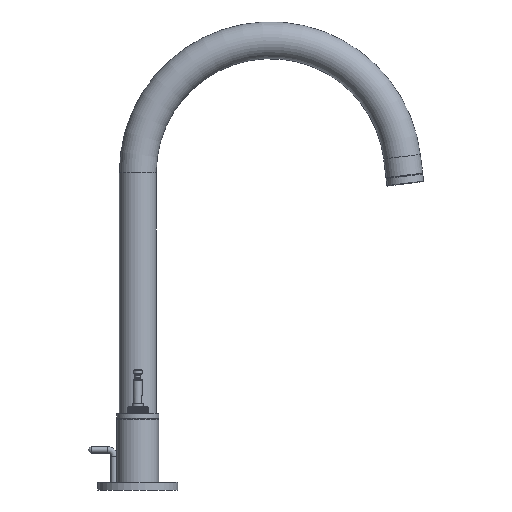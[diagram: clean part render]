
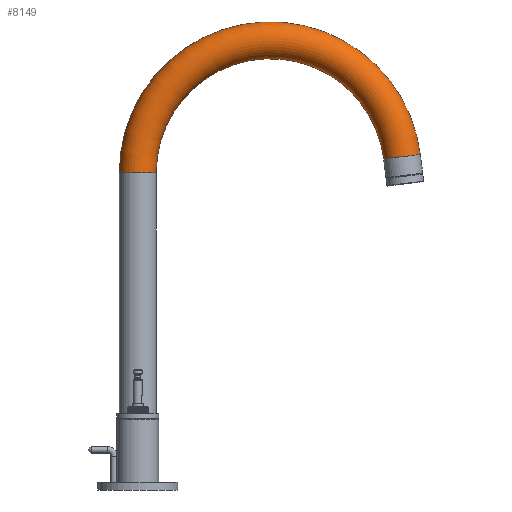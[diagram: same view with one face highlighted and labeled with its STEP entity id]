
A CAD part, front view. The second image highlights one B-rep face of the part: STEP entity #8149.
In plain terms, the highlighted toroidal (fillet/blend) face has major radius 82.5 mm and minor radius 11.5 mm.
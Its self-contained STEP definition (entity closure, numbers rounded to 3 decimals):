
#2049=ORIENTED_EDGE('',*,*,#3956,.T.);
#2050=ORIENTED_EDGE('',*,*,#3957,.T.);
#3956=EDGE_CURVE('',#5507,#5507,#6735,.T.);
#3957=EDGE_CURVE('',#5508,#5508,#6736,.T.);
#5507=VERTEX_POINT('',#12451);
#5508=VERTEX_POINT('',#12454);
#6735=CIRCLE('',#8676,11.5);
#6736=CIRCLE('',#8678,11.5);
#7271=EDGE_LOOP('',(#2049));
#7272=EDGE_LOOP('',(#2050));
#7709=FACE_BOUND('',#7271,.T.);
#7710=FACE_BOUND('',#7272,.T.);
#8115=TOROIDAL_SURFACE('',#8677,82.5,11.5);
#8149=ADVANCED_FACE('',(#7709,#7710),#8115,.T.);
#8676=AXIS2_PLACEMENT_3D('',#12450,#9609,#9610);
#8677=AXIS2_PLACEMENT_3D('',#12452,#9611,#9612);
#8678=AXIS2_PLACEMENT_3D('',#12453,#9613,#9614);
#9609=DIRECTION('',(-0.122,0.,0.993));
#9610=DIRECTION('',(0.993,0.,0.122));
#9611=DIRECTION('',(0.,1.,0.));
#9612=DIRECTION('',(0.,0.,-1.));
#9613=DIRECTION('',(0.,0.,1.));
#9614=DIRECTION('',(0.,1.,0.));
#12450=CARTESIAN_POINT('',(164.385,0.,207.355));
#12451=CARTESIAN_POINT('',(175.799,0.,208.756));
#12452=CARTESIAN_POINT('',(82.5,0.,197.3));
#12453=CARTESIAN_POINT('',(0.,0.,197.3));
#12454=CARTESIAN_POINT('',(0.,11.5,197.3));
